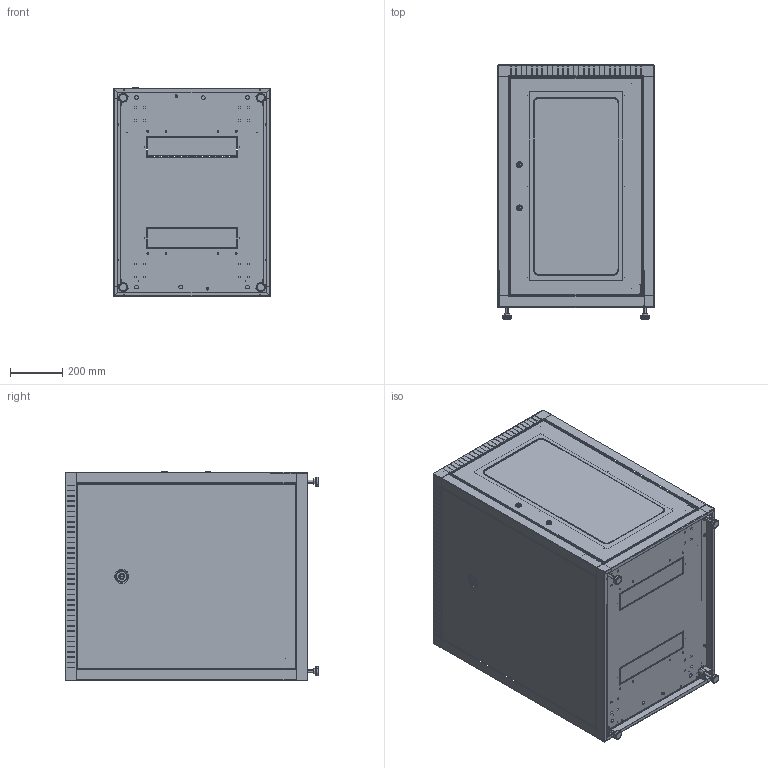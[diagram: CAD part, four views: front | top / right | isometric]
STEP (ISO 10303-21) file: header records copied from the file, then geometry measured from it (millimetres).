
FILE_DESCRIPTION (( 'STEP AP203' ), '1' );
FILE_NAME ('LE05-18U68-GM.STEP', '2025-08-05T10:11:38', ( '' ), ( '' ), 'SwSTEP 2.0', 'SolidWorks 2022', '' );
FILE_SCHEMA (( 'CONFIG_CONTROL_DESIGN' ));
Length unit declared in the file: millimetre
Products named in the file (1): LE05-18U68-GM
Bounding box: 600 x 975.4 x 806.3 mm (x, y, z)
Surface area: 7978309.1 mm2 (no closed solid volume)
Topology: 0 solids, 183 shells, 1801 faces, 11603 edges, 9504 vertices
Faces by surface type: plane 1137, cylinder 570, torus 40, cone 36, bspline 9, sphere 9
Entity records: 114773 total; most frequent: CARTESIAN_POINT 24078, DIRECTION 18045, ORIENTED_EDGE 15231, EDGE_CURVE 11602, VERTEX_POINT 9504, LINE 8559, VECTOR 8559, AXIS2_PLACEMENT_3D 4743
